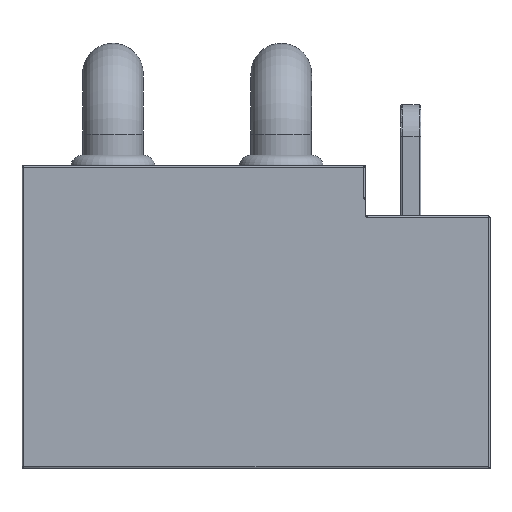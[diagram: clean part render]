
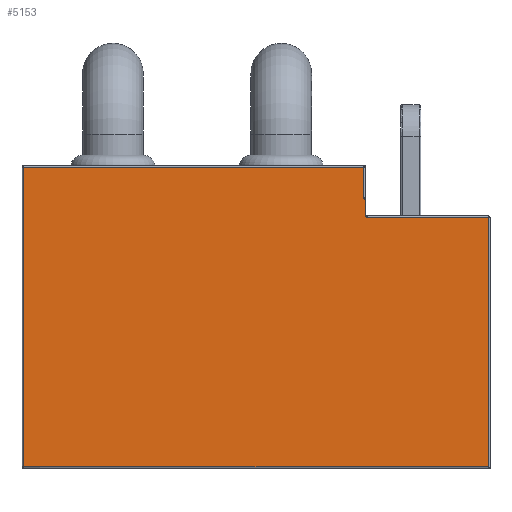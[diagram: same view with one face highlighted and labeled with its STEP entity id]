
A CAD part, top view. The second image highlights one B-rep face of the part: STEP entity #5153.
In plain terms, the highlighted planar face has unit normal (0, 0, 1).
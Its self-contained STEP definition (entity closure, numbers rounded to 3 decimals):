
#409=LINE('',#9217,#738);
#411=LINE('',#9222,#740);
#422=LINE('',#9647,#751);
#423=LINE('',#9649,#752);
#431=LINE('',#9670,#760);
#438=LINE('',#9705,#767);
#439=LINE('',#9708,#768);
#738=VECTOR('',#6811,1.);
#740=VECTOR('',#6819,1.);
#751=VECTOR('',#6904,1.);
#752=VECTOR('',#6907,1.);
#760=VECTOR('',#6929,1.);
#767=VECTOR('',#6952,1.);
#768=VECTOR('',#6955,1.);
#967=B_SPLINE_CURVE_WITH_KNOTS('',3,(#9698,#9699,#9700,#9701,#9702,#9703),
 .UNSPECIFIED.,.F.,.F.,(4,2,4),(-0.035,-0.029,-0.025),
 .UNSPECIFIED.);
#1041=PLANE('',#5719);
#1261=FACE_OUTER_BOUND('',#1607,.T.);
#1607=EDGE_LOOP('',(#4201,#4202,#4203,#4204,#4205,#4206,#4207,#4208,#4209));
#1996=CIRCLE('',#5720,0.1);
#2311=VERTEX_POINT('',#9014);
#2315=VERTEX_POINT('',#9023);
#2317=VERTEX_POINT('',#9028);
#2324=VERTEX_POINT('',#9043);
#2402=VERTEX_POINT('',#9645);
#2408=VERTEX_POINT('',#9668);
#2421=VERTEX_POINT('',#9697);
#2422=VERTEX_POINT('',#9704);
#2423=VERTEX_POINT('',#9706);
#2980=EDGE_CURVE('',#2315,#2311,#409,.T.);
#2982=EDGE_CURVE('',#2317,#2315,#411,.T.);
#3020=EDGE_CURVE('',#2402,#2317,#422,.T.);
#3021=EDGE_CURVE('',#2324,#2402,#423,.T.);
#3031=EDGE_CURVE('',#2408,#2324,#431,.T.);
#3044=EDGE_CURVE('',#2408,#2421,#967,.T.);
#3045=EDGE_CURVE('',#2421,#2422,#438,.T.);
#3046=EDGE_CURVE('',#2422,#2423,#1996,.T.);
#3047=EDGE_CURVE('',#2423,#2311,#439,.T.);
#4201=ORIENTED_EDGE('',*,*,#3031,.F.);
#4202=ORIENTED_EDGE('',*,*,#3044,.T.);
#4203=ORIENTED_EDGE('',*,*,#3045,.T.);
#4204=ORIENTED_EDGE('',*,*,#3046,.T.);
#4205=ORIENTED_EDGE('',*,*,#3047,.T.);
#4206=ORIENTED_EDGE('',*,*,#2980,.F.);
#4207=ORIENTED_EDGE('',*,*,#2982,.F.);
#4208=ORIENTED_EDGE('',*,*,#3020,.F.);
#4209=ORIENTED_EDGE('',*,*,#3021,.F.);
#5153=ADVANCED_FACE('',(#1261),#1041,.T.);
#5719=AXIS2_PLACEMENT_3D('',#9696,#6950,#6951);
#5720=AXIS2_PLACEMENT_3D('',#9707,#6953,#6954);
#6811=DIRECTION('',(1.,0.,0.));
#6819=DIRECTION('',(0.,1.,0.));
#6904=DIRECTION('',(-1.,0.,0.));
#6907=DIRECTION('',(0.,-1.,0.));
#6929=DIRECTION('',(1.,0.,0.));
#6950=DIRECTION('center_axis',(0.,0.,1.));
#6951=DIRECTION('ref_axis',(0.,-1.,0.));
#6952=DIRECTION('',(0.,1.,0.));
#6953=DIRECTION('center_axis',(0.,0.,
-1.));
#6954=DIRECTION('ref_axis',(-1.,0.,0.));
#6955=DIRECTION('',(0.,1.,0.));
#9014=CARTESIAN_POINT('',(3.25,8.95,4.9));
#9023=CARTESIAN_POINT('',(-6.85,8.95,4.9));
#9028=CARTESIAN_POINT('',(-6.85,0.05,4.9));
#9043=CARTESIAN_POINT('',(6.95,7.45,4.9));
#9217=CARTESIAN_POINT('',(-6.675,8.95,4.9));
#9222=CARTESIAN_POINT('',(-6.85,0.,4.9));
#9645=CARTESIAN_POINT('',(6.95,0.05,4.9));
#9647=CARTESIAN_POINT('',(-6.675,0.05,4.9));
#9649=CARTESIAN_POINT('',(6.95,0.,4.9));
#9668=CARTESIAN_POINT('',(3.35,7.45,4.9));
#9670=CARTESIAN_POINT('',(-0.775,7.45,4.9));
#9696=CARTESIAN_POINT('Origin',(-6.7,0.,4.9));
#9697=CARTESIAN_POINT('',(3.3,7.537,4.9));
#9698=CARTESIAN_POINT('Ctrl Pts',(3.35,7.45,4.9));
#9699=CARTESIAN_POINT('Ctrl Pts',(3.336,7.464,4.9));
#9700=CARTESIAN_POINT('Ctrl Pts',(3.32,7.481,4.9));
#9701=CARTESIAN_POINT('Ctrl Pts',(3.304,7.509,4.9));
#9702=CARTESIAN_POINT('Ctrl Pts',(3.3,7.524,4.9));
#9703=CARTESIAN_POINT('Ctrl Pts',(3.3,7.537,4.9));
#9704=CARTESIAN_POINT('',(3.3,7.963,4.9));
#9705=CARTESIAN_POINT('',(3.3,0.,4.9));
#9706=CARTESIAN_POINT('',(3.25,8.05,4.9));
#9707=CARTESIAN_POINT('Origin',(3.35,8.05,4.9));
#9708=CARTESIAN_POINT('',(3.25,0.,4.9));
